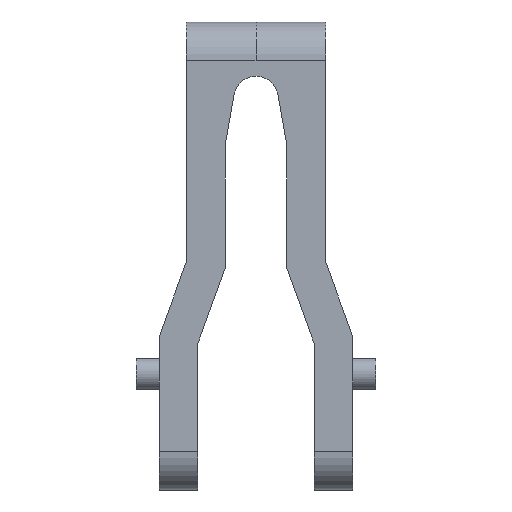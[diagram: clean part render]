
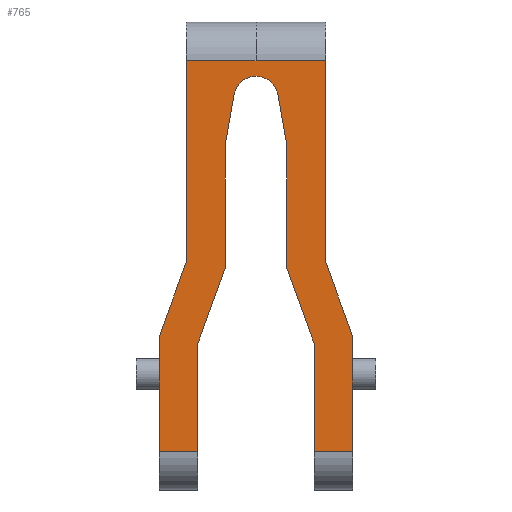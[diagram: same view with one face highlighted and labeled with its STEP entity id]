
A CAD part, left-side view. The second image highlights one B-rep face of the part: STEP entity #765.
In plain terms, the highlighted planar face has unit normal (-1, 0, 0).
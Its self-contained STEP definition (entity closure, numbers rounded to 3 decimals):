
#70=CARTESIAN_POINT('Vertex',(-5.,-12.5,10.)) ;
#287=CARTESIAN_POINT('Vertex',(-5.,12.5,10.)) ;
#290=CARTESIAN_POINT('Line Origine',(-5.,12.5,12.441)) ;
#294=CARTESIAN_POINT('Vertex',(-5.,12.5,14.882)) ;
#348=CARTESIAN_POINT('Vertex',(-5.,12.5,0.)) ;
#351=CARTESIAN_POINT('Line Origine',(-5.,12.5,5.)) ;
#596=CARTESIAN_POINT('Line Origine',(-5.,10.75,19.69)) ;
#600=CARTESIAN_POINT('Vertex',(-5.,9.,24.498)) ;
#615=CARTESIAN_POINT('Axis2P3D Location',(-5.,0.,0.)) ;
#620=CARTESIAN_POINT('Line Origine',(-5.,9.,37.499)) ;
#624=CARTESIAN_POINT('Vertex',(-5.,9.,50.5)) ;
#627=CARTESIAN_POINT('Line Origine',(-5.,10.,0.)) ;
#631=CARTESIAN_POINT('Vertex',(-5.,7.5,0.)) ;
#634=CARTESIAN_POINT('Line Origine',(-5.,7.5,7.)) ;
#638=CARTESIAN_POINT('Vertex',(-5.,7.5,14.)) ;
#641=CARTESIAN_POINT('Line Origine',(-5.,5.75,18.808)) ;
#645=CARTESIAN_POINT('Vertex',(-5.,4.,23.616)) ;
#648=CARTESIAN_POINT('Line Origine',(-5.,4.,31.558)) ;
#652=CARTESIAN_POINT('Vertex',(-5.,4.,39.5)) ;
#655=CARTESIAN_POINT('Line Origine',(-5.,3.416,42.812)) ;
#659=CARTESIAN_POINT('Vertex',(-5.,2.832,46.124)) ;
#662=CARTESIAN_POINT('Axis2P3D Location',(-5.,0.,45.624)) ;
#666=CARTESIAN_POINT('Vertex',(-5.,-2.832,46.124)) ;
#669=CARTESIAN_POINT('Line Origine',(-5.,-3.416,42.812)) ;
#673=CARTESIAN_POINT('Vertex',(-5.,-4.,39.5)) ;
#676=CARTESIAN_POINT('Line Origine',(-5.,-4.,31.558)) ;
#680=CARTESIAN_POINT('Vertex',(-5.,-4.,23.616)) ;
#683=CARTESIAN_POINT('Line Origine',(-5.,-5.75,18.808)) ;
#687=CARTESIAN_POINT('Vertex',(-5.,-7.5,14.)) ;
#690=CARTESIAN_POINT('Line Origine',(-5.,-7.5,7.)) ;
#694=CARTESIAN_POINT('Vertex',(-5.,-7.5,0.)) ;
#697=CARTESIAN_POINT('Line Origine',(-5.,-10.,0.)) ;
#701=CARTESIAN_POINT('Vertex',(-5.,-12.5,0.)) ;
#704=CARTESIAN_POINT('Line Origine',(-5.,-12.5,5.)) ;
#709=CARTESIAN_POINT('Line Origine',(-5.,-12.5,12.441)) ;
#713=CARTESIAN_POINT('Vertex',(-5.,-12.5,14.882)) ;
#716=CARTESIAN_POINT('Line Origine',(-5.,-10.75,19.69)) ;
#720=CARTESIAN_POINT('Vertex',(-5.,-9.,24.498)) ;
#723=CARTESIAN_POINT('Line Origine',(-5.,-9.,37.499)) ;
#727=CARTESIAN_POINT('Vertex',(-5.,-9.,50.5)) ;
#730=CARTESIAN_POINT('Line Origine',(-5.,-4.5,50.5)) ;
#734=CARTESIAN_POINT('Vertex',(-5.,0.,50.5)) ;
#737=CARTESIAN_POINT('Line Origine',(-5.,4.5,50.5)) ;
#291=DIRECTION('Vector Direction',(0.,0.,-1.)) ;
#352=DIRECTION('Vector Direction',(0.,0.,-1.)) ;
#597=DIRECTION('Vector Direction',(0.,-0.342,0.94)) ;
#616=DIRECTION('Axis2P3D Direction',(-1.,0.,0.)) ;
#617=DIRECTION('Axis2P3D XDirection',(-0.,-1.,-0.)) ;
#621=DIRECTION('Vector Direction',(0.,0.,-1.)) ;
#628=DIRECTION('Vector Direction',(0.,-1.,0.)) ;
#635=DIRECTION('Vector Direction',(0.,0.,1.)) ;
#642=DIRECTION('Vector Direction',(0.,-0.342,0.94)) ;
#649=DIRECTION('Vector Direction',(0.,0.,1.)) ;
#656=DIRECTION('Vector Direction',(0.,-0.174,0.985)) ;
#663=DIRECTION('Axis2P3D Direction',(-1.,0.,0.)) ;
#670=DIRECTION('Vector Direction',(0.,0.174,0.985)) ;
#677=DIRECTION('Vector Direction',(0.,0.,1.)) ;
#684=DIRECTION('Vector Direction',(0.,0.342,0.94)) ;
#691=DIRECTION('Vector Direction',(0.,0.,1.)) ;
#698=DIRECTION('Vector Direction',(0.,-1.,0.)) ;
#705=DIRECTION('Vector Direction',(0.,0.,-1.)) ;
#710=DIRECTION('Vector Direction',(0.,0.,-1.)) ;
#717=DIRECTION('Vector Direction',(0.,0.342,0.94)) ;
#724=DIRECTION('Vector Direction',(0.,0.,-1.)) ;
#731=DIRECTION('Vector Direction',(0.,1.,0.)) ;
#738=DIRECTION('Vector Direction',(0.,1.,0.)) ;
#618=AXIS2_PLACEMENT_3D('Plane Axis2P3D',#615,#616,#617) ;
#664=AXIS2_PLACEMENT_3D('Circle Axis2P3D',#662,#663,$) ;
#743=ORIENTED_EDGE('',*,*,#626,.T.) ;
#744=ORIENTED_EDGE('',*,*,#602,.T.) ;
#745=ORIENTED_EDGE('',*,*,#296,.T.) ;
#746=ORIENTED_EDGE('',*,*,#355,.T.) ;
#747=ORIENTED_EDGE('',*,*,#633,.T.) ;
#748=ORIENTED_EDGE('',*,*,#640,.T.) ;
#749=ORIENTED_EDGE('',*,*,#647,.T.) ;
#750=ORIENTED_EDGE('',*,*,#654,.T.) ;
#751=ORIENTED_EDGE('',*,*,#661,.T.) ;
#752=ORIENTED_EDGE('',*,*,#668,.T.) ;
#753=ORIENTED_EDGE('',*,*,#675,.T.) ;
#754=ORIENTED_EDGE('',*,*,#682,.T.) ;
#755=ORIENTED_EDGE('',*,*,#689,.T.) ;
#756=ORIENTED_EDGE('',*,*,#696,.T.) ;
#757=ORIENTED_EDGE('',*,*,#703,.T.) ;
#758=ORIENTED_EDGE('',*,*,#708,.T.) ;
#759=ORIENTED_EDGE('',*,*,#715,.T.) ;
#760=ORIENTED_EDGE('',*,*,#722,.T.) ;
#761=ORIENTED_EDGE('',*,*,#729,.T.) ;
#762=ORIENTED_EDGE('',*,*,#736,.T.) ;
#763=ORIENTED_EDGE('',*,*,#741,.T.) ;
#292=VECTOR('Line Direction',#291,1.) ;
#353=VECTOR('Line Direction',#352,1.) ;
#598=VECTOR('Line Direction',#597,1.) ;
#622=VECTOR('Line Direction',#621,1.) ;
#629=VECTOR('Line Direction',#628,1.) ;
#636=VECTOR('Line Direction',#635,1.) ;
#643=VECTOR('Line Direction',#642,1.) ;
#650=VECTOR('Line Direction',#649,1.) ;
#657=VECTOR('Line Direction',#656,1.) ;
#671=VECTOR('Line Direction',#670,1.) ;
#678=VECTOR('Line Direction',#677,1.) ;
#685=VECTOR('Line Direction',#684,1.) ;
#692=VECTOR('Line Direction',#691,1.) ;
#699=VECTOR('Line Direction',#698,1.) ;
#706=VECTOR('Line Direction',#705,1.) ;
#711=VECTOR('Line Direction',#710,1.) ;
#718=VECTOR('Line Direction',#717,1.) ;
#725=VECTOR('Line Direction',#724,1.) ;
#732=VECTOR('Line Direction',#731,1.) ;
#739=VECTOR('Line Direction',#738,1.) ;
#765=ADVANCED_FACE('Corps principal',(#764),#619,.T.) ;
#665=CIRCLE('generated circle',#664,2.876) ;
#296=EDGE_CURVE('',#295,#288,#293,.T.) ;
#355=EDGE_CURVE('',#288,#349,#354,.T.) ;
#602=EDGE_CURVE('',#601,#295,#599,.F.) ;
#626=EDGE_CURVE('',#625,#601,#623,.T.) ;
#633=EDGE_CURVE('',#349,#632,#630,.T.) ;
#640=EDGE_CURVE('',#632,#639,#637,.T.) ;
#647=EDGE_CURVE('',#639,#646,#644,.T.) ;
#654=EDGE_CURVE('',#646,#653,#651,.T.) ;
#661=EDGE_CURVE('',#653,#660,#658,.T.) ;
#668=EDGE_CURVE('',#660,#667,#665,.F.) ;
#675=EDGE_CURVE('',#667,#674,#672,.F.) ;
#682=EDGE_CURVE('',#674,#681,#679,.F.) ;
#689=EDGE_CURVE('',#681,#688,#686,.F.) ;
#696=EDGE_CURVE('',#688,#695,#693,.F.) ;
#703=EDGE_CURVE('',#695,#702,#700,.T.) ;
#708=EDGE_CURVE('',#702,#71,#707,.F.) ;
#715=EDGE_CURVE('',#71,#714,#712,.F.) ;
#722=EDGE_CURVE('',#714,#721,#719,.T.) ;
#729=EDGE_CURVE('',#721,#728,#726,.F.) ;
#736=EDGE_CURVE('',#728,#735,#733,.T.) ;
#741=EDGE_CURVE('',#735,#625,#740,.T.) ;
#742=EDGE_LOOP('',(#743,#744,#745,#746,#747,#748,#749,#750,#751,#752,#753,#754,#755,#756,#757,#758,#759,#760,#761,#762,#763)) ;
#764=FACE_OUTER_BOUND('',#742,.T.) ;
#293=LINE('Line',#290,#292) ;
#354=LINE('Line',#351,#353) ;
#599=LINE('Line',#596,#598) ;
#623=LINE('Line',#620,#622) ;
#630=LINE('Line',#627,#629) ;
#637=LINE('Line',#634,#636) ;
#644=LINE('Line',#641,#643) ;
#651=LINE('Line',#648,#650) ;
#658=LINE('Line',#655,#657) ;
#672=LINE('Line',#669,#671) ;
#679=LINE('Line',#676,#678) ;
#686=LINE('Line',#683,#685) ;
#693=LINE('Line',#690,#692) ;
#700=LINE('Line',#697,#699) ;
#707=LINE('Line',#704,#706) ;
#712=LINE('Line',#709,#711) ;
#719=LINE('Line',#716,#718) ;
#726=LINE('Line',#723,#725) ;
#733=LINE('Line',#730,#732) ;
#740=LINE('Line',#737,#739) ;
#619=PLANE('',#618) ;
#71=VERTEX_POINT('',#70) ;
#288=VERTEX_POINT('',#287) ;
#295=VERTEX_POINT('',#294) ;
#349=VERTEX_POINT('',#348) ;
#601=VERTEX_POINT('',#600) ;
#625=VERTEX_POINT('',#624) ;
#632=VERTEX_POINT('',#631) ;
#639=VERTEX_POINT('',#638) ;
#646=VERTEX_POINT('',#645) ;
#653=VERTEX_POINT('',#652) ;
#660=VERTEX_POINT('',#659) ;
#667=VERTEX_POINT('',#666) ;
#674=VERTEX_POINT('',#673) ;
#681=VERTEX_POINT('',#680) ;
#688=VERTEX_POINT('',#687) ;
#695=VERTEX_POINT('',#694) ;
#702=VERTEX_POINT('',#701) ;
#714=VERTEX_POINT('',#713) ;
#721=VERTEX_POINT('',#720) ;
#728=VERTEX_POINT('',#727) ;
#735=VERTEX_POINT('',#734) ;
